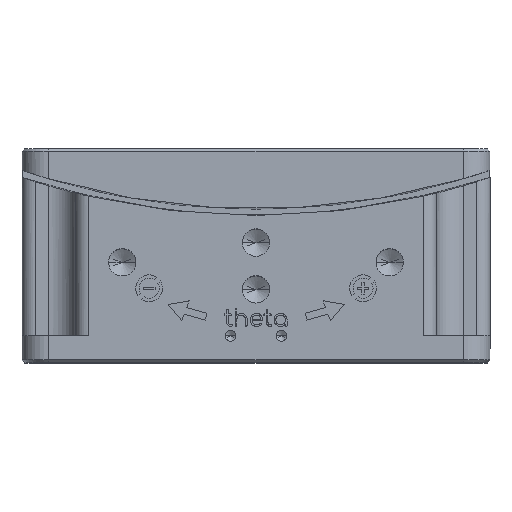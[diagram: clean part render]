
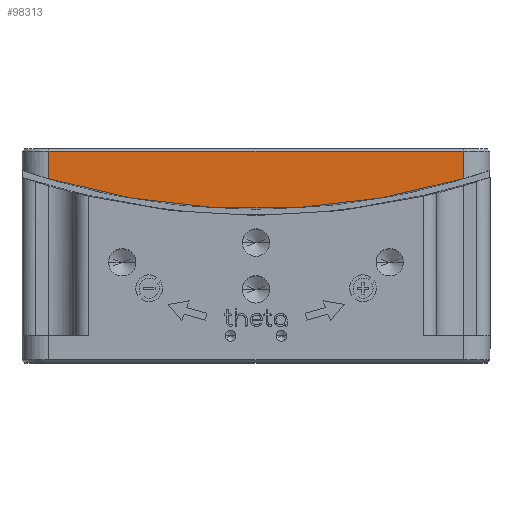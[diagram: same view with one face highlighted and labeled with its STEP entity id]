
A CAD part, top view. The second image highlights one B-rep face of the part: STEP entity #98313.
In plain terms, the highlighted planar face has unit normal (0, 0, 1).
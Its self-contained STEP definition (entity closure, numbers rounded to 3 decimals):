
#1452 = LINE ( 'NONE', #95456, #56967 ) ;
#1500 = VERTEX_POINT ( 'NONE', #59906 ) ;
#7285 = EDGE_LOOP ( 'NONE', ( #7693, #83789, #71618, #93882 ) ) ;
#7693 = ORIENTED_EDGE ( 'NONE', *, *, #61646, .T. ) ;
#11948 = FACE_OUTER_BOUND ( 'NONE', #7285, .T. ) ;
#16175 = CARTESIAN_POINT ( 'NONE',  ( 0., 0., 17.5 ) ) ;
#24545 = DIRECTION ( 'NONE',  ( 1., 0., 0. ) ) ;
#35000 = VERTEX_POINT ( 'NONE', #51833 ) ;
#35440 = DIRECTION ( 'NONE',  ( 0., 1., 0. ) ) ;
#36813 = VERTEX_POINT ( 'NONE', #37555 ) ;
#37495 = AXIS2_PLACEMENT_3D ( 'NONE', #16175, #50394, #24545 ) ;
#37555 = CARTESIAN_POINT ( 'NONE',  ( 15.5, -52.249, 17.5 ) ) ;
#37683 = PLANE ( 'NONE',  #51661 ) ;
#38390 = EDGE_CURVE ( 'NONE', #1500, #35000, #102683, .T. ) ;
#40059 = VECTOR ( 'NONE', #66516, 1000. ) ;
#50394 = DIRECTION ( 'NONE',  ( 0., 0., 1. ) ) ;
#51661 = AXIS2_PLACEMENT_3D ( 'NONE', #81320, #89225, #97655 ) ;
#51833 = CARTESIAN_POINT ( 'NONE',  ( -15.5, -52.249, 17.5 ) ) ;
#56478 = EDGE_CURVE ( 'NONE', #68168, #1500, #109130, .T. ) ;
#56967 = VECTOR ( 'NONE', #35440, 1000. ) ;
#59906 = CARTESIAN_POINT ( 'NONE',  ( -15.5, -50.2, 17.5 ) ) ;
#61646 = EDGE_CURVE ( 'NONE', #36813, #68168, #1452, .T. ) ;
#66516 = DIRECTION ( 'NONE',  ( -1., 0., 0. ) ) ;
#68168 = VERTEX_POINT ( 'NONE', #86089 ) ;
#71618 = ORIENTED_EDGE ( 'NONE', *, *, #38390, .T. ) ;
#75757 = DIRECTION ( 'NONE',  ( 0., -1., 0. ) ) ;
#76312 = CARTESIAN_POINT ( 'NONE',  ( -15.5, -51.614, 17.5 ) ) ;
#78745 = VECTOR ( 'NONE', #75757, 1000. ) ;
#81320 = CARTESIAN_POINT ( 'NONE',  ( 0., 0., 17.5 ) ) ;
#83789 = ORIENTED_EDGE ( 'NONE', *, *, #56478, .T. ) ;
#85775 = CIRCLE ( 'NONE', #37495, 54.5 ) ;
#86089 = CARTESIAN_POINT ( 'NONE',  ( 15.5, -50.2, 17.5 ) ) ;
#89225 = DIRECTION ( 'NONE',  ( 0., 0., 1. ) ) ;
#93882 = ORIENTED_EDGE ( 'NONE', *, *, #100083, .T. ) ;
#95456 = CARTESIAN_POINT ( 'NONE',  ( 15.5, 0., 17.5 ) ) ;
#97655 = DIRECTION ( 'NONE',  ( 1., 0., 0. ) ) ;
#98313 = ADVANCED_FACE ( 'NONE', ( #11948 ), #37683, .T. ) ;
#100083 = EDGE_CURVE ( 'NONE', #35000, #36813, #85775, .T. ) ;
#102683 = LINE ( 'NONE', #76312, #78745 ) ;
#108025 = CARTESIAN_POINT ( 'NONE',  ( 0., -50.2, 17.5 ) ) ;
#109130 = LINE ( 'NONE', #108025, #40059 ) ;
